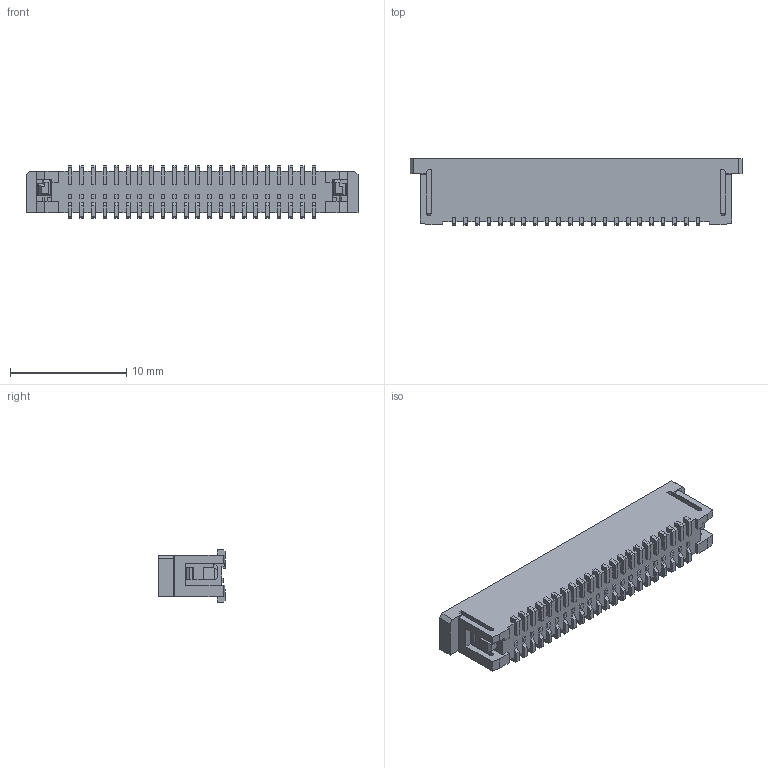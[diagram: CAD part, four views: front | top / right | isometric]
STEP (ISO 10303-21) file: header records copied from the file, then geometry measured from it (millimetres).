
FILE_DESCRIPTION( ( 'STEP AP203' ), '1' );
FILE_NAME( '526102272.stp', '2020-04-18T17:22:43', ( 'License CC BY-ND 4.0' ), ( 'CADENAS' ), ' ', 'PARTsolutions', ' ' );
FILE_SCHEMA( ( 'CONFIG_CONTROL_DESIGN' ) );
Length unit declared in the file: millimetre
Products named in the file (2): 526102272; 1
Assembly tree (1 placements, depth 2):
  526102272
    1
Bounding box: 28.6 x 5.75 x 4.5 mm (x, y, z)
Volume: 479.7 mm3; surface area: 1053.7 mm2
Topology: 1 solids, 1 shells, 757 faces, 2241 edges, 1474 vertices
Faces by surface type: plane 708, cylinder 49
Entity records: 24973 total; most frequent: CARTESIAN_POINT 4489, ORIENTED_EDGE 4482, DIRECTION 3853, EDGE_CURVE 2241, LINE 2143, VECTOR 2143, VERTEX_POINT 1474, AXIS2_PLACEMENT_3D 855
